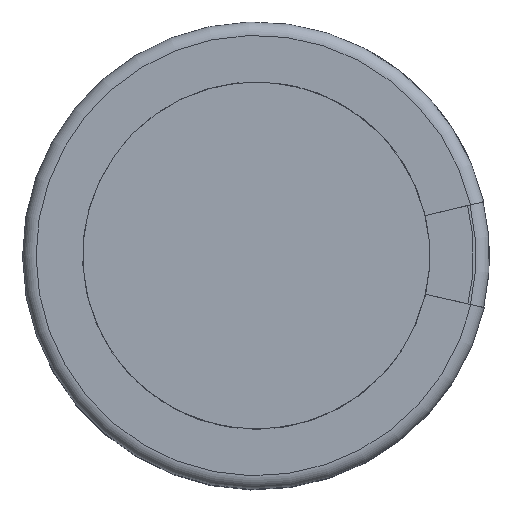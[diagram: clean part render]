
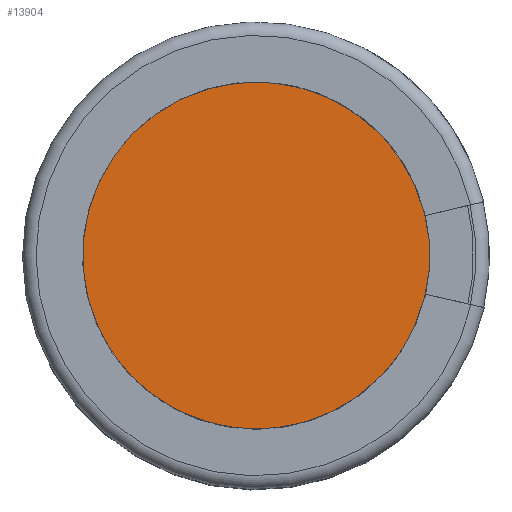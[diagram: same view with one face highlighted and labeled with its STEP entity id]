
A CAD part, top view. The second image highlights one B-rep face of the part: STEP entity #13904.
In plain terms, the highlighted face is planar.
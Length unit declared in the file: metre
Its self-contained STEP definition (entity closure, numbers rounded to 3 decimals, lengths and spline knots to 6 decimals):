
#548=CIRCLE('',#14587,0.016432);
#1319=ORIENTED_EDGE('',*,*,#4184,.F.);
#4184=EDGE_CURVE('',#5603,#5603,#548,.T.);
#5603=VERTEX_POINT('',#19290);
#7905=EDGE_LOOP('',(#1319));
#8615=FACE_BOUND('',#7905,.T.);
#9262=PLANE('',#14586);
#13904=ADVANCED_FACE('',(#8615),#9262,.F.);
#14586=AXIS2_PLACEMENT_3D('',#19288,#15928,#15929);
#14587=AXIS2_PLACEMENT_3D('',#19289,#15930,#15931);
#15928=DIRECTION('',(0.,-1.,0.));
#15929=DIRECTION('',(0.,0.,-1.));
#15930=DIRECTION('',(0.,-1.,0.));
#15931=DIRECTION('',(0.,0.,-1.));
#19288=CARTESIAN_POINT('',(0.,0.03378,0.));
#19289=CARTESIAN_POINT('',(0.,0.03378,0.));
#19290=CARTESIAN_POINT('',(0.,0.03378,-0.016432));
